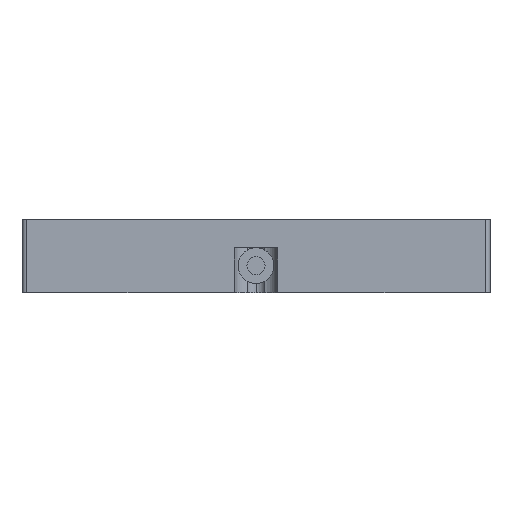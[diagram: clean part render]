
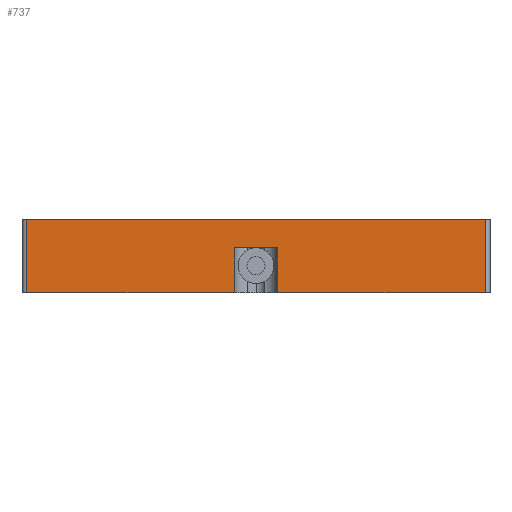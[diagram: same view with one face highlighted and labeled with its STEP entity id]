
A CAD part, left-side view. The second image highlights one B-rep face of the part: STEP entity #737.
In plain terms, the highlighted planar face has unit normal (-1, 0, 0).
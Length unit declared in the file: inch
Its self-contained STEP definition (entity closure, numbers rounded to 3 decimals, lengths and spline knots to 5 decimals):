
#35=DIRECTION('',(0.,-1.,0.));
#36=VECTOR('',#35,0.2265);
#37=CARTESIAN_POINT('',(-0.14,0.25,0.));
#38=LINE('',#37,#36);
#67=DIRECTION('',(0.,-1.,0.));
#68=VECTOR('',#67,0.2265);
#69=CARTESIAN_POINT('',(-0.14,-0.0235,0.));
#70=LINE('',#69,#68);
#165=DIRECTION('',(0.,-1.,0.));
#166=VECTOR('',#165,0.5);
#167=CARTESIAN_POINT('',(-0.14,0.25,0.08));
#168=LINE('',#167,#166);
#262=DIRECTION('',(0.,0.,-1.));
#263=VECTOR('',#262,0.08);
#264=CARTESIAN_POINT('',(-0.14,0.25,0.08));
#265=LINE('',#264,#263);
#266=DIRECTION('',(0.,0.,-1.));
#267=VECTOR('',#266,0.08);
#268=CARTESIAN_POINT('',(-0.14,-0.25,0.08));
#269=LINE('',#268,#267);
#270=DIRECTION('',(0.,0.,1.));
#271=VECTOR('',#270,0.049);
#272=CARTESIAN_POINT('',(-0.14,-0.0235,0.));
#273=LINE('',#272,#271);
#274=DIRECTION('',(0.,1.,0.));
#275=VECTOR('',#274,0.047);
#276=CARTESIAN_POINT('',(-0.14,-0.0235,0.049));
#277=LINE('',#276,#275);
#278=DIRECTION('',(0.,0.,1.));
#279=VECTOR('',#278,0.049);
#280=CARTESIAN_POINT('',(-0.14,0.0235,0.));
#281=LINE('',#280,#279);
#355=CARTESIAN_POINT('',(-0.14,-0.0235,0.));
#357=VERTEX_POINT('',#355);
#359=CARTESIAN_POINT('',(-0.14,0.0235,0.));
#361=VERTEX_POINT('',#359);
#363=CARTESIAN_POINT('',(-0.14,-0.0235,0.049));
#364=CARTESIAN_POINT('',(-0.14,0.0235,0.049));
#365=VERTEX_POINT('',#363);
#366=VERTEX_POINT('',#364);
#391=CARTESIAN_POINT('',(-0.14,0.25,0.));
#393=VERTEX_POINT('',#391);
#397=CARTESIAN_POINT('',(-0.14,0.25,0.08));
#398=VERTEX_POINT('',#397);
#408=CARTESIAN_POINT('',(-0.14,-0.25,0.));
#410=VERTEX_POINT('',#408);
#411=CARTESIAN_POINT('',(-0.14,-0.25,0.08));
#412=VERTEX_POINT('',#411);
#719=CARTESIAN_POINT('',(-0.14,0.255,0.));
#720=DIRECTION('',(-1.,0.,0.));
#721=DIRECTION('',(0.,-1.,0.));
#722=AXIS2_PLACEMENT_3D('',#719,#720,#721);
#723=PLANE('',#722);
#725=ORIENTED_EDGE('',*,*,#724,.F.);
#726=ORIENTED_EDGE('',*,*,#531,.T.);
#728=ORIENTED_EDGE('',*,*,#727,.T.);
#729=ORIENTED_EDGE('',*,*,#444,.F.);
#731=ORIENTED_EDGE('',*,*,#730,.T.);
#732=ORIENTED_EDGE('',*,*,#683,.T.);
#733=ORIENTED_EDGE('',*,*,#712,.F.);
#734=ORIENTED_EDGE('',*,*,#430,.F.);
#735=EDGE_LOOP('',(#725,#726,#728,#729,#731,#732,#733,#734));
#736=FACE_OUTER_BOUND('',#735,.F.);
#737=ADVANCED_FACE('',(#736),#723,.T.);
#430=EDGE_CURVE('',#393,#361,#38,.T.);
#444=EDGE_CURVE('',#357,#410,#70,.T.);
#531=EDGE_CURVE('',#398,#412,#168,.T.);
#683=EDGE_CURVE('',#365,#366,#277,.T.);
#712=EDGE_CURVE('',#361,#366,#281,.T.);
#724=EDGE_CURVE('',#398,#393,#265,.T.);
#727=EDGE_CURVE('',#412,#410,#269,.T.);
#730=EDGE_CURVE('',#357,#365,#273,.T.);
